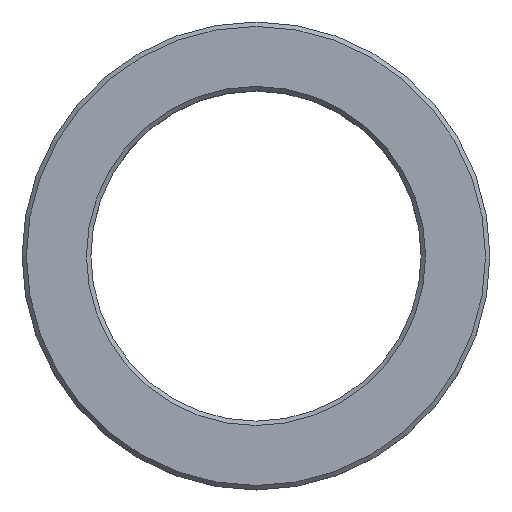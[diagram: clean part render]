
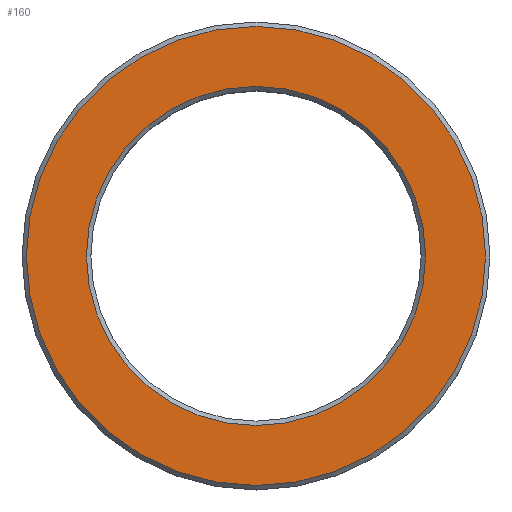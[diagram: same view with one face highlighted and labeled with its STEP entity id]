
A CAD part, top view. The second image highlights one B-rep face of the part: STEP entity #160.
In plain terms, the highlighted planar face has unit normal (0, 0, 1).
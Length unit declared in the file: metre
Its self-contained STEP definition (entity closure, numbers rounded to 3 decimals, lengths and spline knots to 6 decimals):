
#160=ADVANCED_FACE('',(#189,#190),#191,.T.);
#189=FACE_BOUND('',#4758,.T.);
#190=FACE_OUTER_BOUND('',#4759,.T.);
#191=PLANE('',#4760);
#4758=EDGE_LOOP('',(#9352));
#4759=EDGE_LOOP('',(#9353));
#4760=AXIS2_PLACEMENT_3D('',#9354,#9355,#9356);
#9352=ORIENTED_EDGE('',*,*,#9413,.T.);
#9353=ORIENTED_EDGE('',*,*,#9406,.F.);
#9354=CARTESIAN_POINT('',(0.0417,0.0,0.035));
#9355=DIRECTION('',(0.0,0.,1.0));
#9356=DIRECTION('',(0.0,-1.0,0.));
#9406=EDGE_CURVE('',#9437,#9437,#9438,.T.);
#9413=EDGE_CURVE('',#9449,#9449,#9450,.T.);
#9437=VERTEX_POINT('',#9543);
#9438=CIRCLE('',#9544,0.0417);
#9449=VERTEX_POINT('',#9615);
#9450=CIRCLE('',#9616,0.0308);
#9543=CARTESIAN_POINT('',(0.0,0.0417,0.035));
#9544=AXIS2_PLACEMENT_3D('',#9643,#9644,#9645);
#9615=CARTESIAN_POINT('',(0.0,0.0308,0.035));
#9616=AXIS2_PLACEMENT_3D('',#9658,#9659,#9660);
#9643=CARTESIAN_POINT('',(0.0,0.0,0.035));
#9644=DIRECTION('',(0.0,0.,-1.0));
#9645=DIRECTION('',(0.0,1.0,0.));
#9658=CARTESIAN_POINT('',(0.0,0.0,0.035));
#9659=DIRECTION('',(0.0,0.,-1.0));
#9660=DIRECTION('',(0.0,1.0,0.));
